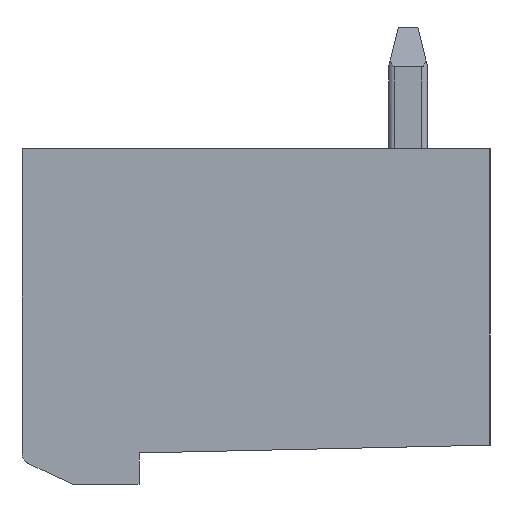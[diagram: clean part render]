
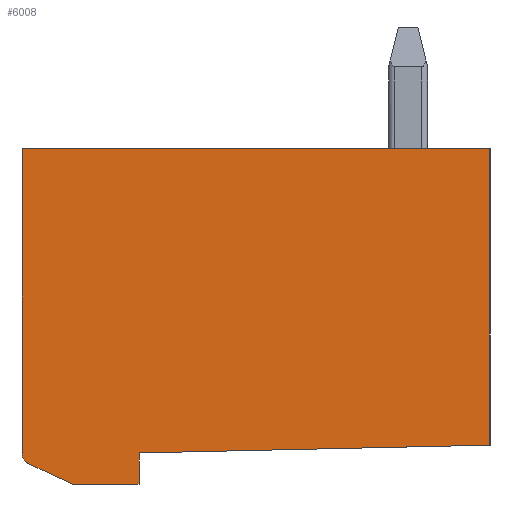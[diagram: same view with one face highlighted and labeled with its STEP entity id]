
A CAD part, left-side view. The second image highlights one B-rep face of the part: STEP entity #6008.
In plain terms, the highlighted planar face has unit normal (-1, 0, 0).
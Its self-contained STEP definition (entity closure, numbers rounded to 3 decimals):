
#131 = ORIENTED_EDGE ( 'NONE', *, *, #12019, .F. ) ;
#170 = LINE ( 'NONE', #10838, #6056 ) ;
#297 = LINE ( 'NONE', #2958, #7294 ) ;
#422 = VECTOR ( 'NONE', #11508, 1000. ) ;
#627 = EDGE_CURVE ( 'NONE', #2448, #13636, #9921, .T. ) ;
#1050 = CARTESIAN_POINT ( 'NONE',  ( 6.071, 16.177, -15.606 ) ) ;
#1105 = CARTESIAN_POINT ( 'NONE',  ( 6.071, 16.177, -8.006 ) ) ;
#1233 = EDGE_LOOP ( 'NONE', ( #3401, #5759, #14013, #2715, #6350, #10287, #131, #7539 ) ) ;
#1276 = VECTOR ( 'NONE', #6524, 1000. ) ;
#1659 = LINE ( 'NONE', #8872, #1276 ) ;
#2423 = PLANE ( 'NONE',  #9243 ) ;
#2448 = VERTEX_POINT ( 'NONE', #1050 ) ;
#2715 = ORIENTED_EDGE ( 'NONE', *, *, #11511, .F. ) ;
#2769 = DIRECTION ( 'NONE',  ( 0., 0., 1. ) ) ;
#2958 = CARTESIAN_POINT ( 'NONE',  ( 6.071, 25.177, -16.606 ) ) ;
#3082 = CARTESIAN_POINT ( 'NONE',  ( 6.071, 25.177, -16.606 ) ) ;
#3156 = EDGE_CURVE ( 'NONE', #7984, #13636, #297, .T. ) ;
#3401 = ORIENTED_EDGE ( 'NONE', *, *, #627, .F. ) ;
#3588 = VERTEX_POINT ( 'NONE', #12171 ) ;
#3618 = DIRECTION ( 'NONE',  ( 1., 0., 0. ) ) ;
#3697 = DIRECTION ( 'NONE',  ( 0., -1., 0. ) ) ;
#3849 = EDGE_CURVE ( 'NONE', #12673, #15030, #14315, .T. ) ;
#4843 = CARTESIAN_POINT ( 'NONE',  ( 6.071, 25.177, -15.806 ) ) ;
#4963 = CARTESIAN_POINT ( 'NONE',  ( 6.071, 28.003, -16.086 ) ) ;
#5021 = AXIS2_PLACEMENT_3D ( 'NONE', #13740, #6659, #14969 ) ;
#5147 = EDGE_CURVE ( 'NONE', #12673, #8115, #7052, .T. ) ;
#5539 = EDGE_CURVE ( 'NONE', #12526, #2448, #1659, .T. ) ;
#5755 = CARTESIAN_POINT ( 'NONE',  ( 6.071, 26.877, -16.606 ) ) ;
#5759 = ORIENTED_EDGE ( 'NONE', *, *, #5539, .F. ) ;
#6008 = ADVANCED_FACE ( 'NONE', ( #6642 ), #2423, .F. ) ;
#6056 = VECTOR ( 'NONE', #12042, 1000. ) ;
#6350 = ORIENTED_EDGE ( 'NONE', *, *, #3849, .F. ) ;
#6517 = DIRECTION ( 'NONE',  ( 0., 0., 1. ) ) ;
#6524 = DIRECTION ( 'NONE',  ( 0., 0., -1. ) ) ;
#6642 = FACE_OUTER_BOUND ( 'NONE', #1233, .T. ) ;
#6659 = DIRECTION ( 'NONE',  ( 1., 0., 0. ) ) ;
#7052 = LINE ( 'NONE', #11476, #422 ) ;
#7294 = VECTOR ( 'NONE', #6517, 1000. ) ;
#7539 = ORIENTED_EDGE ( 'NONE', *, *, #3156, .T. ) ;
#7559 = VECTOR ( 'NONE', #2769, 1000. ) ;
#7984 = VERTEX_POINT ( 'NONE', #3082 ) ;
#8115 = VERTEX_POINT ( 'NONE', #5755 ) ;
#8321 = CARTESIAN_POINT ( 'NONE',  ( 6.071, 28.177, -5.401 ) ) ;
#8702 = DIRECTION ( 'NONE',  ( 0., 1., -0.022 ) ) ;
#8872 = CARTESIAN_POINT ( 'NONE',  ( 6.071, 16.177, -8.006 ) ) ;
#9009 = LINE ( 'NONE', #13182, #11808 ) ;
#9238 = CARTESIAN_POINT ( 'NONE',  ( 6.071, 28.177, -15.814 ) ) ;
#9243 = AXIS2_PLACEMENT_3D ( 'NONE', #8321, #3618, #11918 ) ;
#9910 = CARTESIAN_POINT ( 'NONE',  ( 6.071, 28.177, -5.401 ) ) ;
#9921 = LINE ( 'NONE', #12192, #12696 ) ;
#10287 = ORIENTED_EDGE ( 'NONE', *, *, #5147, .T. ) ;
#10716 = LINE ( 'NONE', #9910, #7559 ) ;
#10838 = CARTESIAN_POINT ( 'NONE',  ( 6.071, 16.177, -16.606 ) ) ;
#11476 = CARTESIAN_POINT ( 'NONE',  ( 6.071, 28.177, -16.006 ) ) ;
#11508 = DIRECTION ( 'NONE',  ( 0., -0.908, -0.419 ) ) ;
#11511 = EDGE_CURVE ( 'NONE', #15030, #3588, #10716, .T. ) ;
#11808 = VECTOR ( 'NONE', #3697, 1000. ) ;
#11918 = DIRECTION ( 'NONE',  ( 0., 0., -1. ) ) ;
#12019 = EDGE_CURVE ( 'NONE', #7984, #8115, #170, .T. ) ;
#12042 = DIRECTION ( 'NONE',  ( 0., 1., 0. ) ) ;
#12171 = CARTESIAN_POINT ( 'NONE',  ( 6.071, 28.177, -8.006 ) ) ;
#12192 = CARTESIAN_POINT ( 'NONE',  ( 6.071, 16.177, -15.606 ) ) ;
#12526 = VERTEX_POINT ( 'NONE', #1105 ) ;
#12673 = VERTEX_POINT ( 'NONE', #4963 ) ;
#12696 = VECTOR ( 'NONE', #8702, 1000. ) ;
#13182 = CARTESIAN_POINT ( 'NONE',  ( 6.071, 28.177, -8.006 ) ) ;
#13636 = VERTEX_POINT ( 'NONE', #4843 ) ;
#13740 = CARTESIAN_POINT ( 'NONE',  ( 6.071, 27.877, -15.814 ) ) ;
#14013 = ORIENTED_EDGE ( 'NONE', *, *, #14227, .F. ) ;
#14227 = EDGE_CURVE ( 'NONE', #3588, #12526, #9009, .T. ) ;
#14315 = CIRCLE ( 'NONE', #5021, 0.3 ) ;
#14969 = DIRECTION ( 'NONE',  ( 0., 0., -1. ) ) ;
#15030 = VERTEX_POINT ( 'NONE', #9238 ) ;
